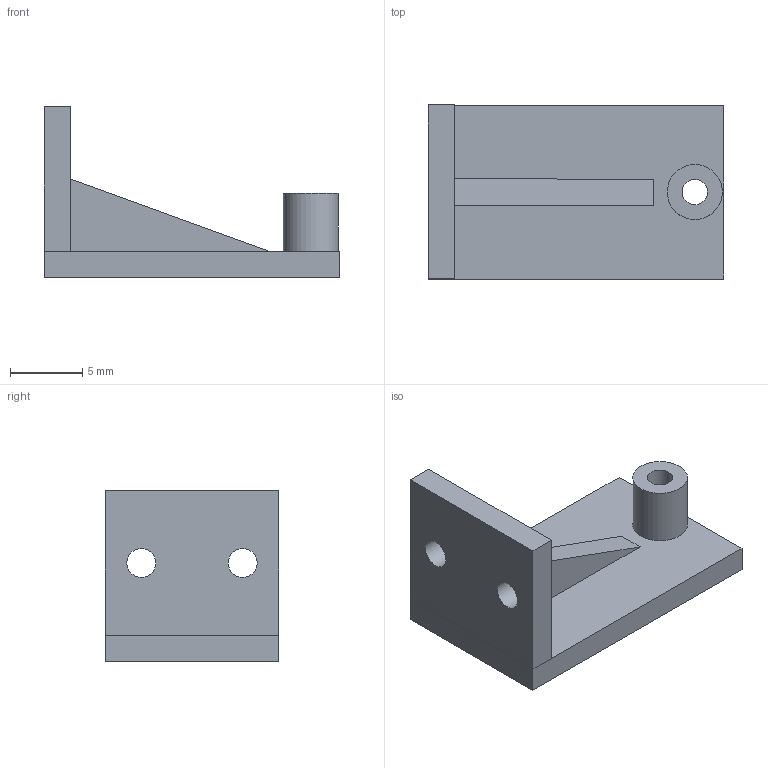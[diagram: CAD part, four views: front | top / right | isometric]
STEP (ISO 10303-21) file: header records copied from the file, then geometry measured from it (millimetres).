
FILE_DESCRIPTION(('FreeCAD Model'),'2;1');
FILE_NAME('servo_stabilizer.step','2015-06-17T00:22:26',( 'Author'),(''),'Open CASCADE STEP processor 6.8','FreeCAD','Unknown' );
FILE_SCHEMA(('AUTOMOTIVE_DESIGN_CC2 { 1 2 10303 214 -1 1 5 4 }'));
Length unit declared in the file: millimetre
Products named in the file (1): Pad003
Bounding box: 20.4 x 12 x 11.8 mm (x, y, z)
Volume: 738.7 mm3; surface area: 1028.5 mm2
Topology: 1 solids, 1 shells, 21 faces, 49 edges, 31 vertices
Faces by surface type: plane 16, cylinder 5
Full cylindrical faces by diameter (mm): 1.75 x2, 2 x2, 3.8 x1
Entity records: 1272 total; most frequent: CARTESIAN_POINT 226, DIRECTION 194, LINE 128, VECTOR 128, ORIENTED_EDGE 98, PCURVE 98, DEFINITIONAL_REPRESENTATION 98, EDGE_CURVE 49
